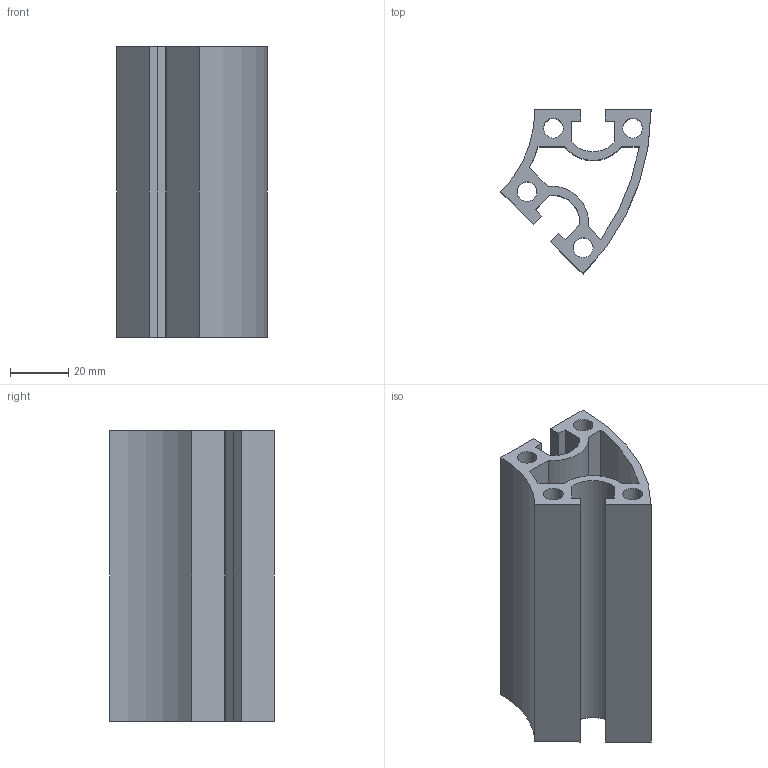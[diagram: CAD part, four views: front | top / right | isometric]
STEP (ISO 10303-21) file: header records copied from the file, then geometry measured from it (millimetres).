
FILE_DESCRIPTION((''),'2;1');
FILE_NAME('AF40A135-8.stp','2009-08-25T16:56:58',('Administrator'),(''),'Autodesk Inventor 2008','Autodesk Inventor 2008','');
FILE_SCHEMA(('AUTOMOTIVE_DESIGN { 1 0 10303 214 1 1 1 1 }'));
Length unit declared in the file: millimetre
Products named in the file (1): AF40A135-8
Bounding box: 51.72 x 56.57 x 100 mm (x, y, z)
Volume: 80203.4 mm3; surface area: 46715.3 mm2
Topology: 1 solids, 1 shells, 34 faces, 96 edges, 64 vertices
Faces by surface type: plane 22, cylinder 12
Full cylindrical faces by diameter (mm): 6.8 x4
Entity records: 1130 total; most frequent: CARTESIAN_POINT 191, DIRECTION 186, ORIENTED_EDGE 184, EDGE_CURVE 92, VECTOR 68, LINE 68, VERTEX_POINT 64, AXIS2_PLACEMENT_3D 59
